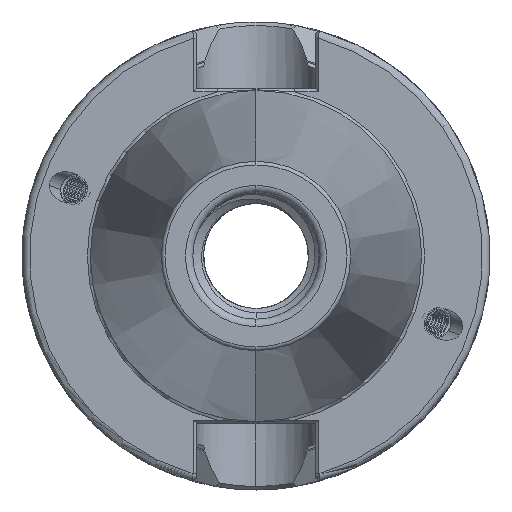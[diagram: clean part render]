
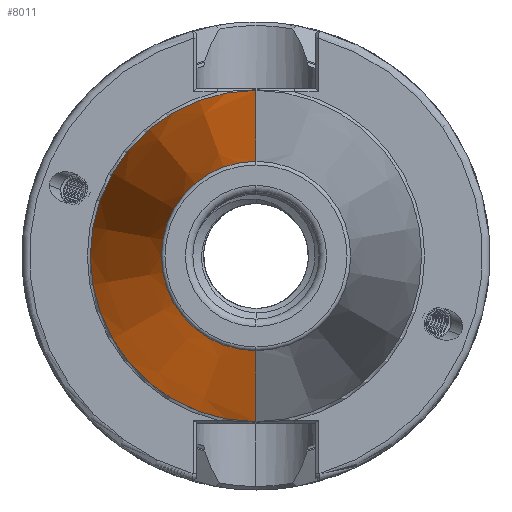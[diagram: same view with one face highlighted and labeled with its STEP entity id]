
A CAD part, left-side view. The second image highlights one B-rep face of the part: STEP entity #8011.
In plain terms, the highlighted conical face has half-angle 8.297 degrees and reference radius 22.298 mm.
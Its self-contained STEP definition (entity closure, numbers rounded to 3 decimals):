
#845 = EDGE_CURVE ( 'NONE', #7069, #7064, #1101, .T. ) ;
#860 = EDGE_CURVE ( 'NONE', #7094, #7103, #1102, .T. ) ;
#870 = EDGE_CURVE ( 'NONE', #7069, #7094, #1138, .T. ) ;
#877 = EDGE_CURVE ( 'NONE', #7064, #7103, #1121, .T. ) ;
#1101 = CIRCLE ( 'NONE', #4826, 12.75 ) ;
#1102 = CIRCLE ( 'NONE', #21667, 22.298 ) ;
#1120 = VECTOR ( 'NONE', #19429, 1000. ) ;
#1121 = LINE ( 'NONE', #19441, #1120 ) ;
#1131 = VECTOR ( 'NONE', #19423, 1000. ) ;
#1138 = LINE ( 'NONE', #19453, #1131 ) ;
#1660 = ORIENTED_EDGE ( 'NONE', *, *, #870, .F. ) ;
#1673 = ORIENTED_EDGE ( 'NONE', *, *, #860, .F. ) ;
#1686 = ORIENTED_EDGE ( 'NONE', *, *, #845, .T. ) ;
#1689 = ORIENTED_EDGE ( 'NONE', *, *, #877, .T. ) ;
#2213 = CONICAL_SURFACE ( 'NONE', #14680, 22.298, 0.145 ) ;
#2247 = FACE_OUTER_BOUND ( 'NONE', #20197, .T. ) ;
#4092 = DIRECTION ( 'NONE',  ( 0., 0., -1. ) ) ;
#4116 = CARTESIAN_POINT ( 'NONE',  ( -1.5, 0., 0. ) ) ;
#4121 = DIRECTION ( 'NONE',  ( 1., 0., 0. ) ) ;
#4826 = AXIS2_PLACEMENT_3D ( 'NONE', #19208, #19197, #19207 ) ;
#7064 = VERTEX_POINT ( 'NONE', #10652 ) ;
#7069 = VERTEX_POINT ( 'NONE', #10659 ) ;
#7094 = VERTEX_POINT ( 'NONE', #10723 ) ;
#7103 = VERTEX_POINT ( 'NONE', #10695 ) ;
#8011 = ADVANCED_FACE ( 'NONE', ( #2247 ), #2213, .T. ) ;
#10652 = CARTESIAN_POINT ( 'NONE',  ( -66.972, 0., 12.75 ) ) ;
#10659 = CARTESIAN_POINT ( 'NONE',  ( -66.972, 0., -12.75 ) ) ;
#10695 = CARTESIAN_POINT ( 'NONE',  ( -1.5, 0., 22.298 ) ) ;
#10723 = CARTESIAN_POINT ( 'NONE',  ( -1.5, 0., -22.298 ) ) ;
#14680 = AXIS2_PLACEMENT_3D ( 'NONE', #4116, #4121, #4092 ) ;
#19197 = DIRECTION ( 'NONE',  ( 1., 0., 0. ) ) ;
#19207 = DIRECTION ( 'NONE',  ( 0., 0., -1. ) ) ;
#19208 = CARTESIAN_POINT ( 'NONE',  ( -66.972, 0., 0. ) ) ;
#19319 = CARTESIAN_POINT ( 'NONE',  ( -1.5, 0., 0. ) ) ;
#19330 = DIRECTION ( 'NONE',  ( 1., 0., 0. ) ) ;
#19338 = DIRECTION ( 'NONE',  ( 0., 0., -1. ) ) ;
#19423 = DIRECTION ( 'NONE',  ( 0.99, 0., -0.144 ) ) ;
#19429 = DIRECTION ( 'NONE',  ( 0.99, 0., 0.144 ) ) ;
#19441 = CARTESIAN_POINT ( 'NONE',  ( -1.5, 0., 22.298 ) ) ;
#19453 = CARTESIAN_POINT ( 'NONE',  ( -1.5, 0., -22.298 ) ) ;
#20197 = EDGE_LOOP ( 'NONE', ( #1686, #1689, #1673, #1660 ) ) ;
#21667 = AXIS2_PLACEMENT_3D ( 'NONE', #19319, #19330, #19338 ) ;
